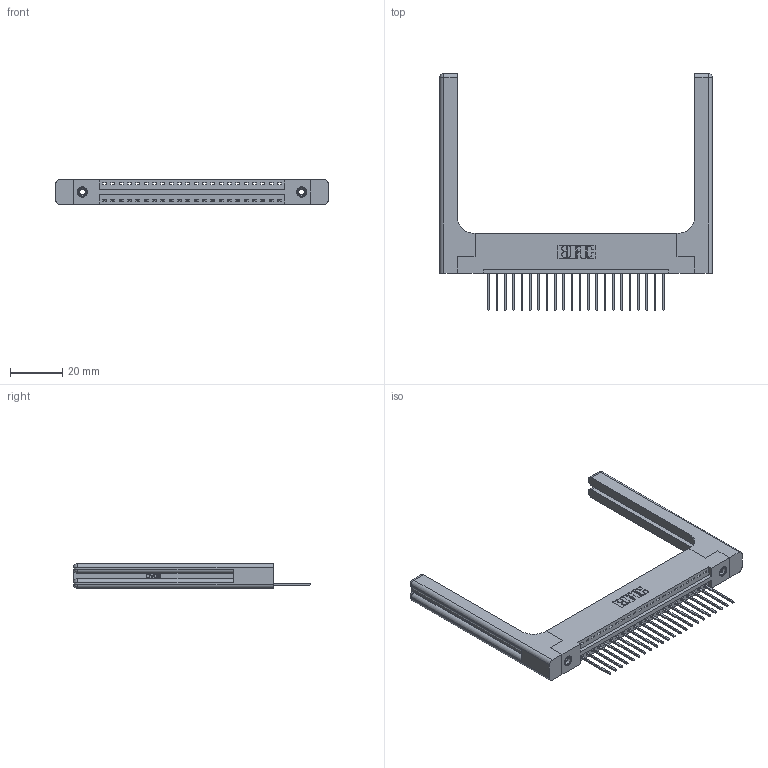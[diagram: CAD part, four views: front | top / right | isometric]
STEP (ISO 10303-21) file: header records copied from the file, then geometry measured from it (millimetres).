
FILE_DESCRIPTION (( 'STEP AP203' ), '1' );
FILE_NAME ('396-022-540-158.STEP', '2019-10-27T04:45:49', ( '' ), ( '' ), 'SwSTEP 2.0', 'SolidWorks 2016', '' );
FILE_SCHEMA (( 'CONFIG_CONTROL_DESIGN' ));
Length unit declared in the file: inch
Products named in the file (5): 346-220-058_345-220-058; 345-292-001_345-293-140; 396-022-540-158; 345-250-001_345-250-001-102; 346 Part_Flush Mounting Lugs - 0.156 Dia-TH
Assembly tree (27 placements, depth 2):
  396-022-540-158
    346 Part_Flush Mounting Lugs - 0.156 Dia-TH
    345-292-001_345-293-140  x22
    345-250-001_345-250-001-102  x2
    346-220-058_345-220-058  x2
Bounding box: 103.91 x 90.42 x 9.4 mm (x, y, z)
Volume: 17357 mm3; surface area: 17468.2 mm2
Topology: 27 solids, 27 shells, 1654 faces, 4867 edges, 3194 vertices
Faces by surface type: plane 1104, cylinder 490, bspline 36, cone 12, sphere 8, torus 4
Entity records: 21546 total; most frequent: CARTESIAN_POINT 4679, ORIENTED_EDGE 3432, DIRECTION 3084, EDGE_CURVE 1716, VECTOR 1404, LINE 1404, VERTEX_POINT 1134, AXIS2_PLACEMENT_3D 840
